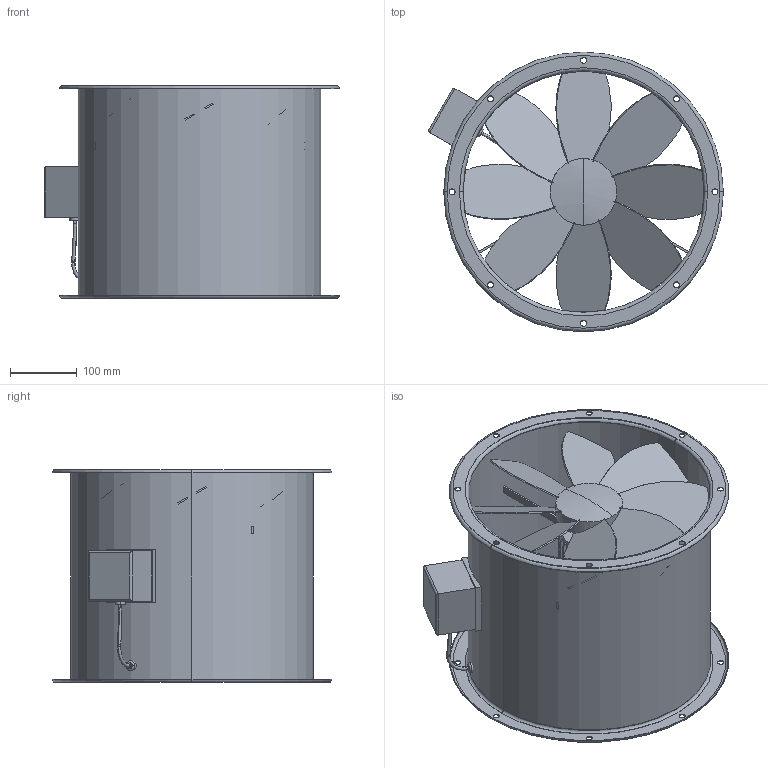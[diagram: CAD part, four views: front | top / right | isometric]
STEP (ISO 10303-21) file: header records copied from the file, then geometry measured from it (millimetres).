
FILE_DESCRIPTION (( 'STEP AP214' ), '1' );
FILE_NAME ('DZR 35-6B E Ex e.step', '2009-06-29T15:01:35', ( 'Wolfgang Schmidt' ), ( 'WS-KO' ), 'SwSTEP 2.0', 'SolidWorks 2008', '' );
FILE_SCHEMA (( 'AUTOMOTIVE_DESIGN' ));
Length unit declared in the file: millimetre
Products named in the file (1): DZR 35-6B E Ex e
Bounding box: 442.68 x 420 x 320 mm (x, y, z)
Volume: 1858554 mm3; surface area: 1204261.5 mm2
Topology: 6 solids, 6 shells, 308 faces, 773 edges, 507 vertices
Faces by surface type: cylinder 106, plane 103, torus 78, bspline 16, sphere 5
Entity records: 11232 total; most frequent: CARTESIAN_POINT 3841, ORIENTED_EDGE 1538, DIRECTION 1384, EDGE_CURVE 769, AXIS2_PLACEMENT_3D 578, VERTEX_POINT 505, EDGE_LOOP 376, ADVANCED_FACE 308
